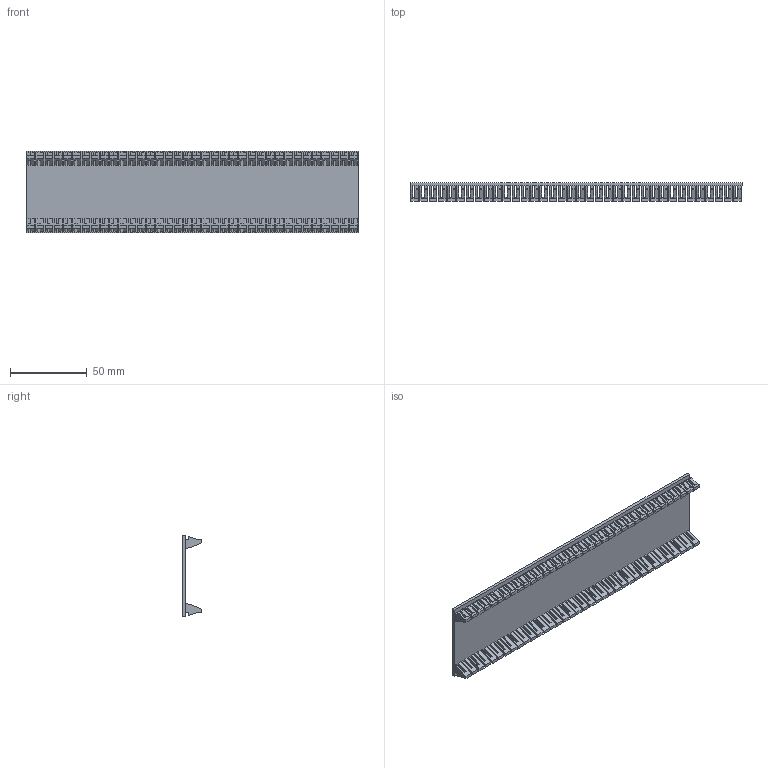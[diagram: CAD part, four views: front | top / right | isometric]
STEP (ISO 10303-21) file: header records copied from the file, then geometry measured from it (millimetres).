
FILE_DESCRIPTION(('STEP AP214'),'1');
FILE_NAME('cctmp_BAC7C86B-8466-4E3D-99EF-56ECDEDC93E5_2023_07_22_16_33_03_0844..stp','2023-07-22T14:33:04',('SIEMENS A&D'),('CADClick - www.CADClick.com'),'Spatial InterOp 3D postprocessed',' ','unknown authorization');
FILE_SCHEMA(('AUTOMOTIVE_DESIGN'));
Length unit declared in the file: millimetre
Products named in the file (1): 2023_07_22_16_33_03_0797
Bounding box: 216 x 12 x 53 mm (x, y, z)
Volume: 35293.9 mm3; surface area: 42400.3 mm2
Topology: 1 solids, 1 shells, 1086 faces, 3252 edges, 2168 vertices
Faces by surface type: plane 1086
Entity records: 39366 total; most frequent: CARTESIAN_POINT 6507, ORIENTED_EDGE 6504, DIRECTION 5426, EDGE_CURVE 3252, LINE 3252, VECTOR 3252, VERTEX_POINT 2168, EDGE_LOOP 1230
